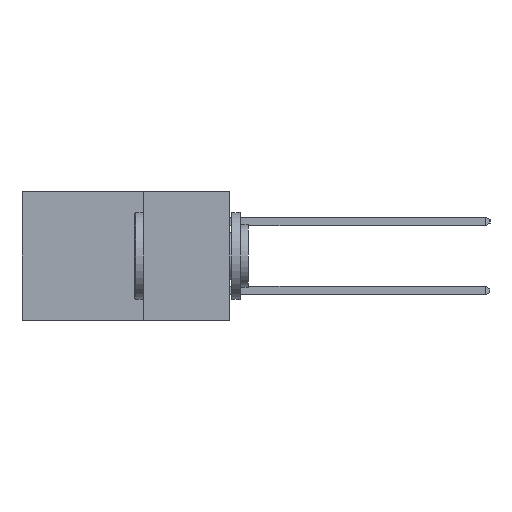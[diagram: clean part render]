
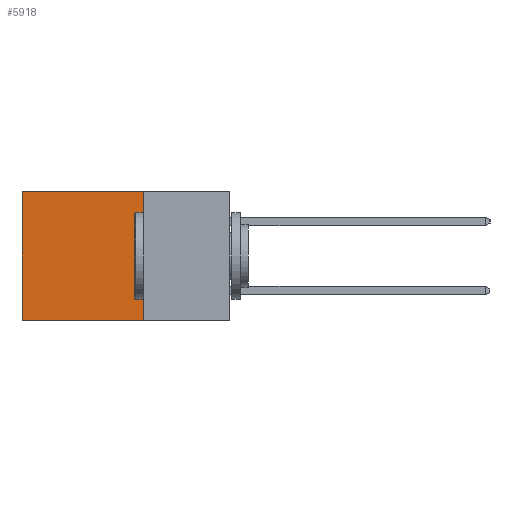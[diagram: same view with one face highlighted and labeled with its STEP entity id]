
A CAD part, left-side view. The second image highlights one B-rep face of the part: STEP entity #5918.
In plain terms, the highlighted planar face has unit normal (-1, 0, 0).
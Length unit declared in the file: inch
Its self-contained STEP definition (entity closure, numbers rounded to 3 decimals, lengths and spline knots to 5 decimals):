
#149 = CARTESIAN_POINT ( 'NONE',  ( 0.298, 0.25, -0.37 ) ) ;
#672 = CARTESIAN_POINT ( 'NONE',  ( 0.298, 0.6, 0. ) ) ;
#978 = ORIENTED_EDGE ( 'NONE', *, *, #7260, .T. ) ;
#1769 = CARTESIAN_POINT ( 'NONE',  ( 0.298, 0.25, 0. ) ) ;
#2402 = DIRECTION ( 'NONE',  ( 0., 1., 0. ) ) ;
#3027 = PLANE ( 'NONE',  #10641 ) ;
#3082 = DIRECTION ( 'NONE',  ( 0., 0., -1. ) ) ;
#3099 = DIRECTION ( 'NONE',  ( 1., 0., 0. ) ) ;
#3466 = ORIENTED_EDGE ( 'NONE', *, *, #13345, .F. ) ;
#3703 = FACE_OUTER_BOUND ( 'NONE', #9077, .T. ) ;
#3971 = LINE ( 'NONE', #149, #4320 ) ;
#4104 = CARTESIAN_POINT ( 'NONE',  ( 0.298, 0.25, 0. ) ) ;
#4277 = EDGE_CURVE ( 'NONE', #11009, #12840, #12610, .T. ) ;
#4320 = VECTOR ( 'NONE', #8026, 39.37008 ) ;
#4341 = LINE ( 'NONE', #12722, #9880 ) ;
#4725 = DIRECTION ( 'NONE',  ( 0., 0., -1. ) ) ;
#4857 = CARTESIAN_POINT ( 'NONE',  ( 0.298, 0.25, 0. ) ) ;
#5918 = ADVANCED_FACE ( 'NONE', ( #3703 ), #3027, .F. ) ;
#6452 = CARTESIAN_POINT ( 'NONE',  ( 0.298, 0.6, -0.37 ) ) ;
#6695 = ORIENTED_EDGE ( 'NONE', *, *, #8657, .F. ) ;
#6839 = VECTOR ( 'NONE', #2402, 39.37008 ) ;
#6902 = CARTESIAN_POINT ( 'NONE',  ( 0.298, 0.25, -0.37 ) ) ;
#7260 = EDGE_CURVE ( 'NONE', #12840, #10552, #7654, .T. ) ;
#7654 = LINE ( 'NONE', #7809, #10556 ) ;
#7809 = CARTESIAN_POINT ( 'NONE',  ( 0.298, 0.6, 0. ) ) ;
#8026 = DIRECTION ( 'NONE',  ( 0., 1., 0. ) ) ;
#8657 = EDGE_CURVE ( 'NONE', #9324, #10552, #3971, .T. ) ;
#8711 = ORIENTED_EDGE ( 'NONE', *, *, #4277, .T. ) ;
#9077 = EDGE_LOOP ( 'NONE', ( #978, #6695, #3466, #8711 ) ) ;
#9324 = VERTEX_POINT ( 'NONE', #6902 ) ;
#9880 = VECTOR ( 'NONE', #13792, 39.37008 ) ;
#10552 = VERTEX_POINT ( 'NONE', #6452 ) ;
#10556 = VECTOR ( 'NONE', #4725, 39.37008 ) ;
#10641 = AXIS2_PLACEMENT_3D ( 'NONE', #1769, #3099, #3082 ) ;
#11009 = VERTEX_POINT ( 'NONE', #4104 ) ;
#12610 = LINE ( 'NONE', #4857, #6839 ) ;
#12722 = CARTESIAN_POINT ( 'NONE',  ( 0.298, 0.25, 0. ) ) ;
#12840 = VERTEX_POINT ( 'NONE', #672 ) ;
#13345 = EDGE_CURVE ( 'NONE', #11009, #9324, #4341, .T. ) ;
#13792 = DIRECTION ( 'NONE',  ( 0., 0., -1. ) ) ;
